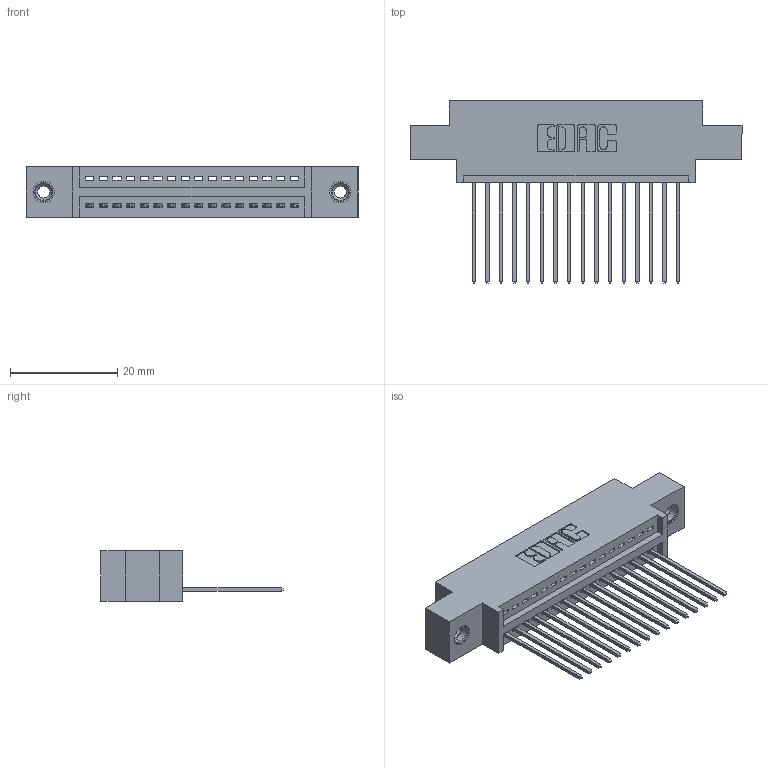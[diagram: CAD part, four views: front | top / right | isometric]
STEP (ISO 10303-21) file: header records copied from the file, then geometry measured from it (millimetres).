
FILE_DESCRIPTION (( 'STEP AP203' ), '1' );
FILE_NAME ('395-016-541-608.STEP', '2018-11-06T19:51:59', ( '' ), ( '' ), 'SwSTEP 2.0', 'SolidWorks 2016', '' );
FILE_SCHEMA (( 'CONFIG_CONTROL_DESIGN' ));
Length unit declared in the file: inch
Products named in the file (4): 395-016-541-608; 345-292-001_345-293-141; 345-250-001_345-250-003-102; 345 Part_0.170 Offset - 0.156 Dia-TI
Assembly tree (19 placements, depth 2):
  395-016-541-608
    345 Part_0.170 Offset - 0.156 Dia-TI
    345-292-001_345-293-141  x16
    345-250-001_345-250-003-102  x2
Bounding box: 61.85 x 33.96 x 9.4 mm (x, y, z)
Volume: 5594.4 mm3; surface area: 7537.4 mm2
Topology: 19 solids, 19 shells, 1118 faces, 3305 edges, 2174 vertices
Faces by surface type: plane 756, cylinder 346, cone 12, torus 4
Entity records: 16878 total; most frequent: CARTESIAN_POINT 2907, ORIENTED_EDGE 2850, DIRECTION 2603, EDGE_CURVE 1425, VECTOR 1209, LINE 1209, VERTEX_POINT 944, AXIS2_PLACEMENT_3D 697
